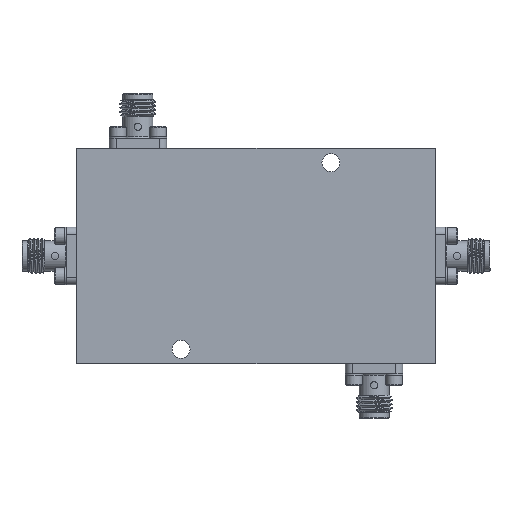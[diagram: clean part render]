
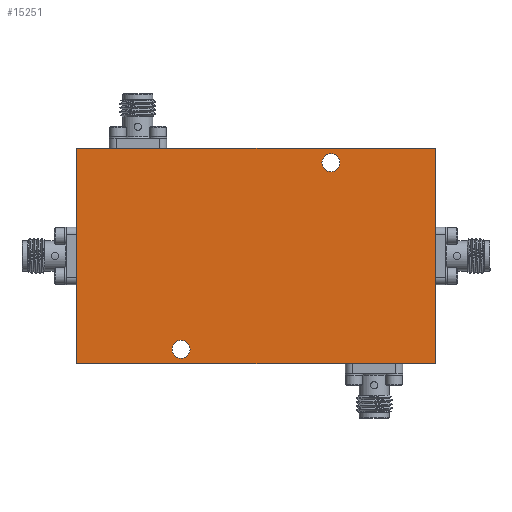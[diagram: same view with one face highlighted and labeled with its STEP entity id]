
A CAD part, front view. The second image highlights one B-rep face of the part: STEP entity #15251.
In plain terms, the highlighted planar face has unit normal (0, -1, 0).
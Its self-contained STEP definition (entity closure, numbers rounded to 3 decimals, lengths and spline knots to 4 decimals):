
#1063 = ORIENTED_EDGE ( 'NONE', *, *, #37929, .F. ) ;
#1645 = CARTESIAN_POINT ( 'NONE',  ( -0.522, -0.5539, -0.65 ) ) ;
#1726 = EDGE_LOOP ( 'NONE', ( #1917 ) ) ;
#1917 = ORIENTED_EDGE ( 'NONE', *, *, #44388, .T. ) ;
#2234 = DIRECTION ( 'NONE',  ( 0., 0., 1. ) ) ;
#2909 = EDGE_LOOP ( 'NONE', ( #54969, #15349, #1063, #43931 ) ) ;
#3091 = CARTESIAN_POINT ( 'NONE',  ( 0.522, -0.5539, 0.7126 ) ) ;
#4040 = LINE ( 'NONE', #57408, #43847 ) ;
#4392 = FACE_BOUND ( 'NONE', #1726, .T. ) ;
#5192 = CARTESIAN_POINT ( 'NONE',  ( -1.25, -0.5539, 0.75 ) ) ;
#5590 = LINE ( 'NONE', #28876, #8430 ) ;
#5861 = VECTOR ( 'NONE', #12980, 39.3701 ) ;
#6694 = CARTESIAN_POINT ( 'NONE',  ( -1.25, -0.5539, 0.75 ) ) ;
#6704 = DIRECTION ( 'NONE',  ( 0., 1., 0. ) ) ;
#7922 = PLANE ( 'NONE',  #56701 ) ;
#8430 = VECTOR ( 'NONE', #28563, 39.3701 ) ;
#8489 = FACE_BOUND ( 'NONE', #22881, .T. ) ;
#10057 = DIRECTION ( 'NONE',  ( 0., 0., 1. ) ) ;
#12388 = VERTEX_POINT ( 'NONE', #3091 ) ;
#12493 = VERTEX_POINT ( 'NONE', #27230 ) ;
#12980 = DIRECTION ( 'NONE',  ( 0., 0., -1. ) ) ;
#14102 = CARTESIAN_POINT ( 'NONE',  ( 1.25, -0.5539, 0.75 ) ) ;
#15145 = CARTESIAN_POINT ( 'NONE',  ( 0.522, -0.5539, 0.65 ) ) ;
#15251 = ADVANCED_FACE ( 'NONE', ( #44280, #8489, #4392 ), #7922, .T. ) ;
#15349 = ORIENTED_EDGE ( 'NONE', *, *, #28616, .F. ) ;
#16552 = VERTEX_POINT ( 'NONE', #38428 ) ;
#19389 = DIRECTION ( 'NONE',  ( 0., 1., 0. ) ) ;
#22275 = EDGE_CURVE ( 'NONE', #12493, #16552, #36230, .T. ) ;
#22881 = EDGE_LOOP ( 'NONE', ( #51579 ) ) ;
#25661 = CARTESIAN_POINT ( 'NONE',  ( 0., -0.5539, 0. ) ) ;
#27008 = AXIS2_PLACEMENT_3D ( 'NONE', #15145, #6704, #32906 ) ;
#27230 = CARTESIAN_POINT ( 'NONE',  ( 1.25, -0.5539, 0.75 ) ) ;
#28522 = CIRCLE ( 'NONE', #29514, 0.0626 ) ;
#28563 = DIRECTION ( 'NONE',  ( -1., 0., 0. ) ) ;
#28616 = EDGE_CURVE ( 'NONE', #45235, #12493, #50350, .T. ) ;
#28876 = CARTESIAN_POINT ( 'NONE',  ( -1.25, -0.5539, -0.75 ) ) ;
#29514 = AXIS2_PLACEMENT_3D ( 'NONE', #1645, #19389, #2234 ) ;
#29998 = CARTESIAN_POINT ( 'NONE',  ( -1.25, -0.5539, -0.75 ) ) ;
#30582 = DIRECTION ( 'NONE',  ( 0., -1., 0. ) ) ;
#32906 = DIRECTION ( 'NONE',  ( 0., 0., 1. ) ) ;
#34181 = VECTOR ( 'NONE', #40710, 39.3701 ) ;
#36230 = LINE ( 'NONE', #14102, #5861 ) ;
#37929 = EDGE_CURVE ( 'NONE', #44485, #45235, #4040, .T. ) ;
#38428 = CARTESIAN_POINT ( 'NONE',  ( 1.25, -0.5539, -0.75 ) ) ;
#38851 = EDGE_CURVE ( 'NONE', #46156, #46156, #28522, .T. ) ;
#39124 = CIRCLE ( 'NONE', #27008, 0.0626 ) ;
#40710 = DIRECTION ( 'NONE',  ( 1., 0., 0. ) ) ;
#43142 = DIRECTION ( 'NONE',  ( 0., 0., -1. ) ) ;
#43243 = EDGE_CURVE ( 'NONE', #16552, #44485, #5590, .T. ) ;
#43847 = VECTOR ( 'NONE', #10057, 39.3701 ) ;
#43931 = ORIENTED_EDGE ( 'NONE', *, *, #43243, .F. ) ;
#44280 = FACE_OUTER_BOUND ( 'NONE', #2909, .T. ) ;
#44388 = EDGE_CURVE ( 'NONE', #12388, #12388, #39124, .T. ) ;
#44485 = VERTEX_POINT ( 'NONE', #29998 ) ;
#45235 = VERTEX_POINT ( 'NONE', #6694 ) ;
#46156 = VERTEX_POINT ( 'NONE', #55856 ) ;
#50350 = LINE ( 'NONE', #5192, #34181 ) ;
#51579 = ORIENTED_EDGE ( 'NONE', *, *, #38851, .T. ) ;
#54969 = ORIENTED_EDGE ( 'NONE', *, *, #22275, .F. ) ;
#55856 = CARTESIAN_POINT ( 'NONE',  ( -0.522, -0.5539, -0.5874 ) ) ;
#56701 = AXIS2_PLACEMENT_3D ( 'NONE', #25661, #30582, #43142 ) ;
#57408 = CARTESIAN_POINT ( 'NONE',  ( -1.25, -0.5539, 0.75 ) ) ;
